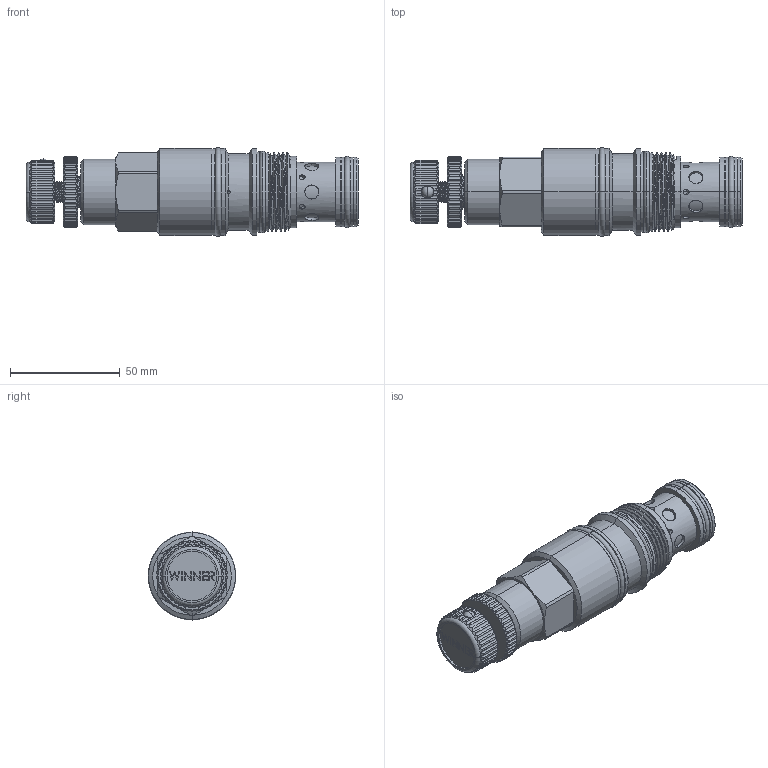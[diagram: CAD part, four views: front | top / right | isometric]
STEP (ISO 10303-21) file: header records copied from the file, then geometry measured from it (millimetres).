
FILE_DESCRIPTION (( 'STEP AP203' ), '1' );
FILE_NAME ('SD17A30-K.STEP', '2021-08-02T08:12:17', ( '' ), ( '' ), 'SwSTEP 2.0', 'SolidWorks 2018', '' );
FILE_SCHEMA (( 'CONFIG_CONTROL_DESIGN' ));
Length unit declared in the file: millimetre
Products named in the file (1): SD17A30-K
Bounding box: 151.3 x 40.39 x 40.39 mm (x, y, z)
Volume: 127576.1 mm3; surface area: 27906.4 mm2
Topology: 3 solids, 3 shells, 550 faces, 1444 edges, 941 vertices
Faces by surface type: cylinder 360, plane 122, cone 40, bspline 14, torus 12, sphere 2
Entity records: 28641 total; most frequent: CARTESIAN_POINT 15582, ORIENTED_EDGE 2888, DIRECTION 2480, EDGE_CURVE 1444, VERTEX_POINT 941, AXIS2_PLACEMENT_3D 936, VECTOR 608, LINE 608
